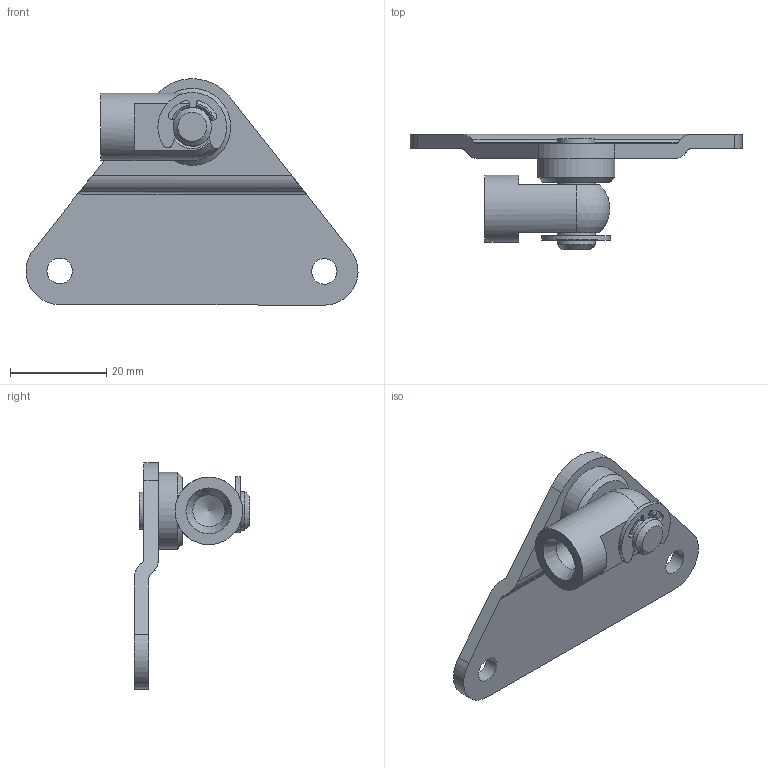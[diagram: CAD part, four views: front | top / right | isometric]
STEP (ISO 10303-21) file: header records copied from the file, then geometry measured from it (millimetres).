
FILE_DESCRIPTION(('FreeCAD Model'),'2;1');
FILE_NAME('Eye and side bracket 8 and 10mm rod stainless.stp','2016-02-25T13:12:51',('Author'),(''), 'Open CASCADE STEP processor 6.8','FreeCAD','Unknown');
FILE_SCHEMA(('AUTOMOTIVE_DESIGN_CC2 { 1 2 10303 214 -1 1 5 4 }'));
Length unit declared in the file: millimetre
Products named in the file (4): Baugruppe2; ENG-001042; ENG-001043; ENG-001044
Bounding box: 69 x 24 x 47.02 mm (x, y, z)
Volume: 10246.9 mm3; surface area: 7738 mm2
Topology: 4 solids, 4 shells, 67 faces, 160 edges, 105 vertices
Faces by surface type: cylinder 32, plane 28, cone 6, sphere 1
Full cylindrical faces by diameter (mm): 5.3 x2, 6.647 x1, 7 x1, 7.8 x1, 8 x2, 8.1 x2, 14 x1, 16 x1
Entity records: 7113 total; most frequent: CARTESIAN_POINT 4039, DIRECTION 506, ORIENTED_EDGE 318, PCURVE 318, DEFINITIONAL_REPRESENTATION 318, LINE 186, VECTOR 186, EDGE_CURVE 159
